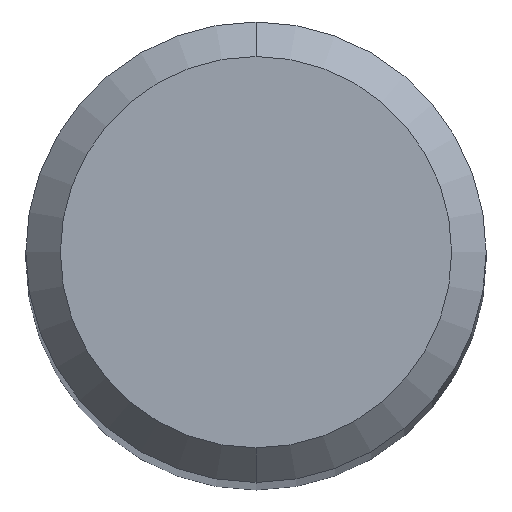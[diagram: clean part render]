
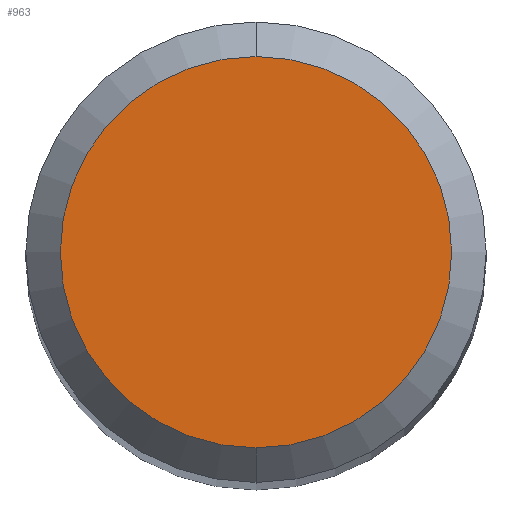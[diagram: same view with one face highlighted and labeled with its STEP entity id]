
A CAD part, top view. The second image highlights one B-rep face of the part: STEP entity #963.
In plain terms, the highlighted planar face has unit normal (0, 0, 1).
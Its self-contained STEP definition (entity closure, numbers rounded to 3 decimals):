
#663=VERTEX_POINT('',#1511);
#963=ADVANCED_FACE('',(#1837),#1838,.T.);
#1119=EDGE_CURVE('',#1149,#663,#2007,.T.);
#1149=VERTEX_POINT('',#2040);
#1181=EDGE_CURVE('',#663,#1149,#2076,.T.);
#1511=CARTESIAN_POINT('',(0.0,1.7,0.0));
#1837=FACE_OUTER_BOUND('',#4158,.T.);
#1838=PLANE('',#4159);
#2007=CIRCLE('',#4925,1.7);
#2040=CARTESIAN_POINT('',(0.,-1.7,0.0));
#2076=CIRCLE('',#5247,1.7);
#4158=EDGE_LOOP('',(#6209,#6210));
#4159=AXIS2_PLACEMENT_3D('',#6211,#6212,#6213);
#4925=AXIS2_PLACEMENT_3D('',#6366,#6367,#6368);
#5247=AXIS2_PLACEMENT_3D('',#6446,#6447,#6448);
#6209=ORIENTED_EDGE('',*,*,#1181,.F.);
#6210=ORIENTED_EDGE('',*,*,#1119,.F.);
#6211=CARTESIAN_POINT('',(0.0,0.85,0.0));
#6212=DIRECTION('',(-0.0,0.0,1.0));
#6213=DIRECTION('',(0.0,-1.0,0.0));
#6366=CARTESIAN_POINT('',(0.0,0.0,0.0));
#6367=DIRECTION('',(0.0,0.0,-1.0));
#6368=DIRECTION('',(0.0,1.0,0.0));
#6446=CARTESIAN_POINT('',(0.0,0.0,0.0));
#6447=DIRECTION('',(0.0,0.0,-1.0));
#6448=DIRECTION('',(0.0,1.0,0.0));
